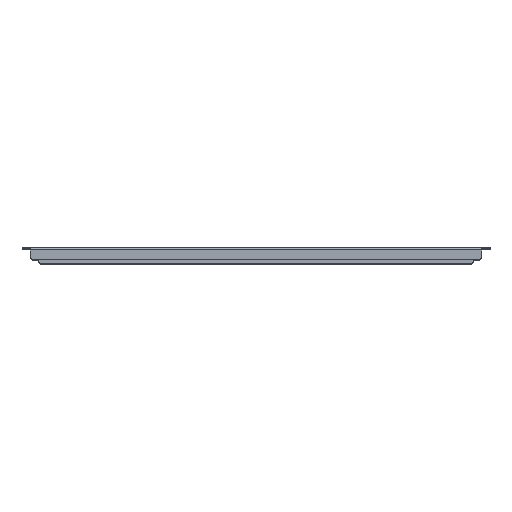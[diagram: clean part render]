
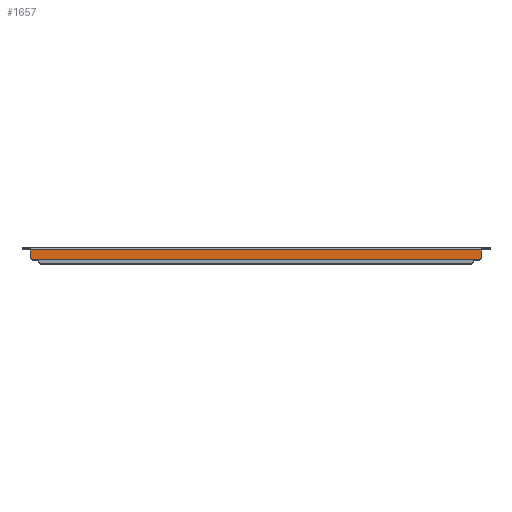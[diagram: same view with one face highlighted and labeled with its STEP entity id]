
A CAD part, top view. The second image highlights one B-rep face of the part: STEP entity #1657.
In plain terms, the highlighted planar face has unit normal (0, 0, 1).
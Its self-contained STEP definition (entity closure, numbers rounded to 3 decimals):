
#44 = AXIS2_PLACEMENT_3D ( 'NONE', #150, #1779, #2092 ) ;
#86 = CIRCLE ( 'NONE', #385, 5. ) ;
#117 = VECTOR ( 'NONE', #3097, 1000. ) ;
#146 = CARTESIAN_POINT ( 'NONE',  ( 0., -3., 47.45 ) ) ;
#150 = CARTESIAN_POINT ( 'NONE',  ( -273.25, -10., 47.45 ) ) ;
#248 = VERTEX_POINT ( 'NONE', #629 ) ;
#385 = AXIS2_PLACEMENT_3D ( 'NONE', #1249, #696, #888 ) ;
#629 = CARTESIAN_POINT ( 'NONE',  ( -278.25, -10., 47.45 ) ) ;
#696 = DIRECTION ( 'NONE',  ( 0., 0., 1. ) ) ;
#888 = DIRECTION ( 'NONE',  ( 0., -1., 0. ) ) ;
#913 = CARTESIAN_POINT ( 'NONE',  ( 278.25, -15., 47.45 ) ) ;
#955 = VECTOR ( 'NONE', #1759, 1000. ) ;
#979 = CARTESIAN_POINT ( 'NONE',  ( 278.25, -10., 47.45 ) ) ;
#1162 = FACE_OUTER_BOUND ( 'NONE', #2287, .T. ) ;
#1193 = DIRECTION ( 'NONE',  ( -1., 0., 0. ) ) ;
#1221 = VECTOR ( 'NONE', #1674, 1000. ) ;
#1249 = CARTESIAN_POINT ( 'NONE',  ( 273.25, -10., 47.45 ) ) ;
#1291 = LINE ( 'NONE', #2031, #955 ) ;
#1317 = ORIENTED_EDGE ( 'NONE', *, *, #3060, .T. ) ;
#1629 = ORIENTED_EDGE ( 'NONE', *, *, #2150, .T. ) ;
#1657 = ADVANCED_FACE ( 'NONE', ( #1162 ), #3349, .T. ) ;
#1674 = DIRECTION ( 'NONE',  ( 0., 1., 0. ) ) ;
#1681 = EDGE_CURVE ( 'NONE', #2442, #3503, #1778, .T. ) ;
#1759 = DIRECTION ( 'NONE',  ( -1., 0., 0. ) ) ;
#1778 = LINE ( 'NONE', #913, #117 ) ;
#1779 = DIRECTION ( 'NONE',  ( 0., 0., 1. ) ) ;
#1998 = CARTESIAN_POINT ( 'NONE',  ( 0., 0., 47.45 ) ) ;
#2031 = CARTESIAN_POINT ( 'NONE',  ( -278.25, -15., 47.45 ) ) ;
#2092 = DIRECTION ( 'NONE',  ( 0., -1., 0. ) ) ;
#2150 = EDGE_CURVE ( 'NONE', #2377, #3503, #86, .T. ) ;
#2287 = EDGE_LOOP ( 'NONE', ( #2869, #3025, #3231, #1629, #3213, #1317 ) ) ;
#2290 = AXIS2_PLACEMENT_3D ( 'NONE', #1998, #3083, #2472 ) ;
#2332 = LINE ( 'NONE', #146, #3167 ) ;
#2377 = VERTEX_POINT ( 'NONE', #2626 ) ;
#2434 = EDGE_CURVE ( 'NONE', #248, #2575, #3351, .T. ) ;
#2442 = VERTEX_POINT ( 'NONE', #2873 ) ;
#2472 = DIRECTION ( 'NONE',  ( 0., -1., 0. ) ) ;
#2485 = EDGE_CURVE ( 'NONE', #2377, #2575, #1291, .T. ) ;
#2575 = VERTEX_POINT ( 'NONE', #2965 ) ;
#2626 = CARTESIAN_POINT ( 'NONE',  ( 273.25, -15., 47.45 ) ) ;
#2869 = ORIENTED_EDGE ( 'NONE', *, *, #3358, .F. ) ;
#2873 = CARTESIAN_POINT ( 'NONE',  ( 278.25, -3., 47.45 ) ) ;
#2965 = CARTESIAN_POINT ( 'NONE',  ( -273.25, -15., 47.45 ) ) ;
#3008 = LINE ( 'NONE', #3278, #1221 ) ;
#3025 = ORIENTED_EDGE ( 'NONE', *, *, #2434, .T. ) ;
#3060 = EDGE_CURVE ( 'NONE', #2442, #3284, #2332, .T. ) ;
#3083 = DIRECTION ( 'NONE',  ( 0., 0., 1. ) ) ;
#3097 = DIRECTION ( 'NONE',  ( 0., -1., 0. ) ) ;
#3167 = VECTOR ( 'NONE', #1193, 1000. ) ;
#3213 = ORIENTED_EDGE ( 'NONE', *, *, #1681, .F. ) ;
#3231 = ORIENTED_EDGE ( 'NONE', *, *, #2485, .F. ) ;
#3258 = CARTESIAN_POINT ( 'NONE',  ( -278.25, -3., 47.45 ) ) ;
#3278 = CARTESIAN_POINT ( 'NONE',  ( -278.25, -1.5, 47.45 ) ) ;
#3284 = VERTEX_POINT ( 'NONE', #3258 ) ;
#3349 = PLANE ( 'NONE',  #2290 ) ;
#3351 = CIRCLE ( 'NONE', #44, 5. ) ;
#3358 = EDGE_CURVE ( 'NONE', #248, #3284, #3008, .T. ) ;
#3503 = VERTEX_POINT ( 'NONE', #979 ) ;
